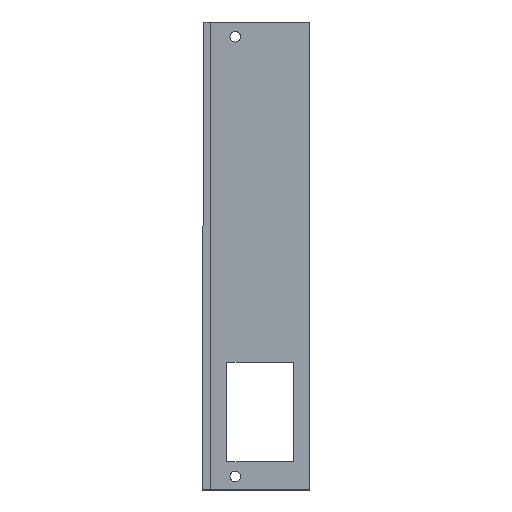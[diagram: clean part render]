
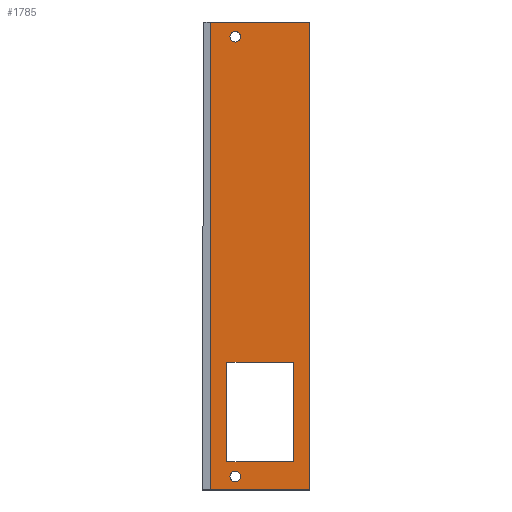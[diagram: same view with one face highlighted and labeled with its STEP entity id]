
A CAD part, top view. The second image highlights one B-rep face of the part: STEP entity #1785.
In plain terms, the highlighted planar face has unit normal (0, 0, 1).
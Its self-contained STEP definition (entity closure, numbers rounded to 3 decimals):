
#32=CARTESIAN_POINT('',(-350.,1488.5,484.));
#33=VERTEX_POINT('',#32);
#34=CARTESIAN_POINT('',(-350.,1206.5,484.));
#35=VERTEX_POINT('',#34);
#36=CARTESIAN_POINT('',(-350.,1488.5,484.));
#37=DIRECTION('',(-0.,-1.,-0.));
#38=VECTOR('',#37,282.);
#39=LINE('',#36,#38);
#40=EDGE_CURVE('',#33,#35,#39,.T.);
#90=CARTESIAN_POINT('',(-290.,1206.5,484.));
#91=VERTEX_POINT('',#90);
#98=CARTESIAN_POINT('',(-350.,1206.5,484.));
#99=DIRECTION('',(1.,0.,-0.));
#100=VECTOR('',#99,60.);
#101=LINE('',#98,#100);
#102=EDGE_CURVE('',#35,#91,#101,.T.);
#176=CARTESIAN_POINT('',(-290.,1488.5,484.));
#177=VERTEX_POINT('',#176);
#178=CARTESIAN_POINT('',(-350.,1488.5,484.));
#179=DIRECTION('',(1.,0.,-0.));
#180=VECTOR('',#179,60.);
#181=LINE('',#178,#180);
#182=EDGE_CURVE('',#33,#177,#181,.T.);
#1695=CARTESIAN_POINT('',(0.,1319.64,484.));
#1696=DIRECTION('',(0.,-0.,1.));
#1697=DIRECTION('',(1.,0.,0.));
#1698=AXIS2_PLACEMENT_3D('',#1695,#1696,#1697);
#1699=PLANE('',#1698);
#1700=CARTESIAN_POINT('',(-335.,1476.44,484.));
#1701=VERTEX_POINT('',#1700);
#1702=CARTESIAN_POINT('',(-338.2,1479.64,484.));
#1703=VERTEX_POINT('',#1702);
#1704=CARTESIAN_POINT('',(-335.,1479.64,484.));
#1705=DIRECTION('',(-0.,0.,-1.));
#1706=DIRECTION('',(0.,-1.,-0.));
#1707=AXIS2_PLACEMENT_3D('',#1704,#1705,#1706);
#1708=CIRCLE('',#1707,3.2);
#1709=EDGE_CURVE('',#1701,#1703,#1708,.T.);
#1710=ORIENTED_EDGE('',*,*,#1709,.T.);
#1711=CARTESIAN_POINT('',(-335.,1479.64,484.));
#1712=DIRECTION('',(-0.,0.,-1.));
#1713=DIRECTION('',(0.,-1.,-0.));
#1714=AXIS2_PLACEMENT_3D('',#1711,#1712,#1713);
#1715=CIRCLE('',#1714,3.2);
#1716=EDGE_CURVE('',#1703,#1701,#1715,.T.);
#1717=ORIENTED_EDGE('',*,*,#1716,.T.);
#1718=EDGE_LOOP('',(#1710,#1717));
#1719=FACE_BOUND('',#1718,.T.);
#1720=CARTESIAN_POINT('',(-335.,1211.44,484.));
#1721=VERTEX_POINT('',#1720);
#1722=CARTESIAN_POINT('',(-338.2,1214.64,484.));
#1723=VERTEX_POINT('',#1722);
#1724=CARTESIAN_POINT('',(-335.,1214.64,484.));
#1725=DIRECTION('',(-0.,0.,-1.));
#1726=DIRECTION('',(0.,-1.,-0.));
#1727=AXIS2_PLACEMENT_3D('',#1724,#1725,#1726);
#1728=CIRCLE('',#1727,3.2);
#1729=EDGE_CURVE('',#1721,#1723,#1728,.T.);
#1730=ORIENTED_EDGE('',*,*,#1729,.T.);
#1731=CARTESIAN_POINT('',(-335.,1214.64,484.));
#1732=DIRECTION('',(-0.,0.,-1.));
#1733=DIRECTION('',(0.,-1.,-0.));
#1734=AXIS2_PLACEMENT_3D('',#1731,#1732,#1733);
#1735=CIRCLE('',#1734,3.2);
#1736=EDGE_CURVE('',#1723,#1721,#1735,.T.);
#1737=ORIENTED_EDGE('',*,*,#1736,.T.);
#1738=EDGE_LOOP('',(#1730,#1737));
#1739=FACE_BOUND('',#1738,.T.);
#1740=ORIENTED_EDGE('',*,*,#40,.T.);
#1741=ORIENTED_EDGE('',*,*,#102,.T.);
#1742=CARTESIAN_POINT('',(-290.,1206.5,484.));
#1743=DIRECTION('',(0.,1.,0.));
#1744=VECTOR('',#1743,282.);
#1745=LINE('',#1742,#1744);
#1746=EDGE_CURVE('',#91,#177,#1745,.T.);
#1747=ORIENTED_EDGE('',*,*,#1746,.T.);
#1748=ORIENTED_EDGE('',*,*,#182,.F.);
#1749=EDGE_LOOP('',(#1740,#1741,#1747,#1748));
#1750=FACE_BOUND('',#1749,.T.);
#1751=CARTESIAN_POINT('',(-300.,1283.5,484.));
#1752=VERTEX_POINT('',#1751);
#1753=CARTESIAN_POINT('',(-300.,1223.5,484.));
#1754=VERTEX_POINT('',#1753);
#1755=CARTESIAN_POINT('',(-300.,1283.5,484.));
#1756=DIRECTION('',(0.,-1.,-0.));
#1757=VECTOR('',#1756,60.);
#1758=LINE('',#1755,#1757);
#1759=EDGE_CURVE('',#1752,#1754,#1758,.T.);
#1760=ORIENTED_EDGE('',*,*,#1759,.T.);
#1761=CARTESIAN_POINT('',(-340.,1223.5,484.));
#1762=VERTEX_POINT('',#1761);
#1763=CARTESIAN_POINT('',(-300.,1223.5,484.));
#1764=DIRECTION('',(-1.,0.,0.));
#1765=VECTOR('',#1764,40.);
#1766=LINE('',#1763,#1765);
#1767=EDGE_CURVE('',#1754,#1762,#1766,.T.);
#1768=ORIENTED_EDGE('',*,*,#1767,.T.);
#1769=CARTESIAN_POINT('',(-340.,1283.5,484.));
#1770=VERTEX_POINT('',#1769);
#1771=CARTESIAN_POINT('',(-340.,1223.5,484.));
#1772=DIRECTION('',(0.,1.,0.));
#1773=VECTOR('',#1772,60.);
#1774=LINE('',#1771,#1773);
#1775=EDGE_CURVE('',#1762,#1770,#1774,.T.);
#1776=ORIENTED_EDGE('',*,*,#1775,.T.);
#1777=CARTESIAN_POINT('',(-340.,1283.5,484.));
#1778=DIRECTION('',(1.,0.,-0.));
#1779=VECTOR('',#1778,40.);
#1780=LINE('',#1777,#1779);
#1781=EDGE_CURVE('',#1770,#1752,#1780,.T.);
#1782=ORIENTED_EDGE('',*,*,#1781,.T.);
#1783=EDGE_LOOP('',(#1760,#1768,#1776,#1782));
#1784=FACE_BOUND('',#1783,.T.);
#1785=ADVANCED_FACE('',(#1719,#1739,#1750,#1784),#1699,.T.);
